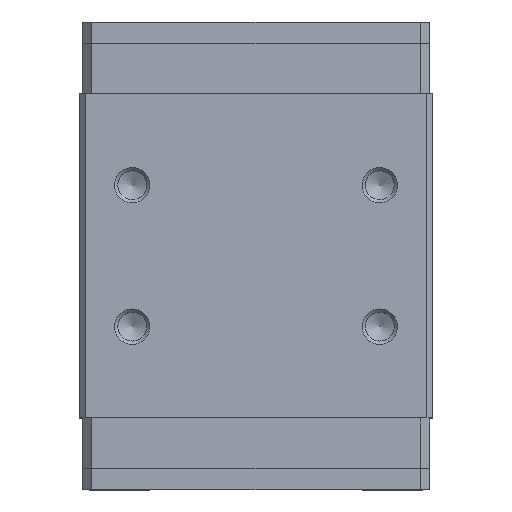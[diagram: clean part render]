
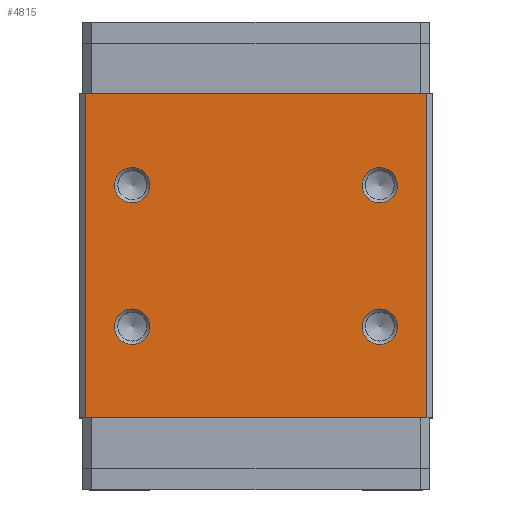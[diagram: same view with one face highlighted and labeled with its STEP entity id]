
A CAD part, top view. The second image highlights one B-rep face of the part: STEP entity #4815.
In plain terms, the highlighted planar face has unit normal (0, 0, 1).
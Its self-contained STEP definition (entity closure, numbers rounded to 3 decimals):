
#35=FACE_BOUND('',#566,.T.);
#36=FACE_BOUND('',#567,.T.);
#37=FACE_BOUND('',#568,.T.);
#38=FACE_BOUND('',#569,.T.);
#51=PLANE('',#5099);
#300=FACE_OUTER_BOUND('',#565,.T.);
#565=EDGE_LOOP('',(#3297,#3298,#3299,#3300));
#566=EDGE_LOOP('',(#3301));
#567=EDGE_LOOP('',(#3302));
#568=EDGE_LOOP('',(#3303));
#569=EDGE_LOOP('',(#3304));
#843=CIRCLE('',#5098,1.5);
#844=CIRCLE('',#5100,1.5);
#845=CIRCLE('',#5101,1.5);
#846=CIRCLE('',#5102,1.5);
#1073=LINE('',#7097,#1571);
#1074=LINE('',#7099,#1572);
#1075=LINE('',#7101,#1573);
#1076=LINE('',#7102,#1574);
#1571=VECTOR('',#5614,29.);
#1572=VECTOR('',#5615,27.5);
#1573=VECTOR('',#5616,29.);
#1574=VECTOR('',#5617,27.5);
#2070=VERTEX_POINT('',#7091);
#2071=VERTEX_POINT('',#7095);
#2072=VERTEX_POINT('',#7096);
#2073=VERTEX_POINT('',#7098);
#2074=VERTEX_POINT('',#7100);
#2075=VERTEX_POINT('',#7103);
#2076=VERTEX_POINT('',#7105);
#2077=VERTEX_POINT('',#7107);
#2558=EDGE_CURVE('',#2070,#2070,#843,.T.);
#2559=EDGE_CURVE('',#2071,#2072,#1073,.T.);
#2560=EDGE_CURVE('',#2071,#2073,#1074,.T.);
#2561=EDGE_CURVE('',#2074,#2073,#1075,.T.);
#2562=EDGE_CURVE('',#2072,#2074,#1076,.T.);
#2563=EDGE_CURVE('',#2075,#2075,#844,.T.);
#2564=EDGE_CURVE('',#2076,#2076,#845,.T.);
#2565=EDGE_CURVE('',#2077,#2077,#846,.T.);
#3297=ORIENTED_EDGE('',*,*,#2559,.F.);
#3298=ORIENTED_EDGE('',*,*,#2560,.T.);
#3299=ORIENTED_EDGE('',*,*,#2561,.F.);
#3300=ORIENTED_EDGE('',*,*,#2562,.F.);
#3301=ORIENTED_EDGE('',*,*,#2563,.T.);
#3302=ORIENTED_EDGE('',*,*,#2564,.T.);
#3303=ORIENTED_EDGE('',*,*,#2558,.T.);
#3304=ORIENTED_EDGE('',*,*,#2565,.T.);
#4815=ADVANCED_FACE('',(#300,#35,#36,#37,#38),#51,.T.);
#5098=AXIS2_PLACEMENT_3D('',#7093,#5610,#5611);
#5099=AXIS2_PLACEMENT_3D('',#7094,#5612,#5613);
#5100=AXIS2_PLACEMENT_3D('',#7104,#5618,#5619);
#5101=AXIS2_PLACEMENT_3D('',#7106,#5620,#5621);
#5102=AXIS2_PLACEMENT_3D('',#7108,#5622,#5623);
#5610=DIRECTION('center_axis',(0.,0.,-1.));
#5611=DIRECTION('ref_axis',(0.,1.,0.));
#5612=DIRECTION('center_axis',(0.,0.,1.));
#5613=DIRECTION('ref_axis',(0.,1.,0.));
#5614=DIRECTION('',(1.,0.,0.));
#5615=DIRECTION('',(0.,-1.,0.));
#5616=DIRECTION('',(-1.,0.,0.));
#5617=DIRECTION('',(0.,-1.,0.));
#5618=DIRECTION('center_axis',(0.,0.,-1.));
#5619=DIRECTION('ref_axis',(0.,1.,0.));
#5620=DIRECTION('center_axis',(0.,0.,-1.));
#5621=DIRECTION('ref_axis',(0.,1.,0.));
#5622=DIRECTION('center_axis',(0.,0.,-1.));
#5623=DIRECTION('ref_axis',(0.,1.,0.));
#7091=CARTESIAN_POINT('',(-10.5,153.068,-117.495));
#7093=CARTESIAN_POINT('Origin',(-10.5,151.568,-117.495));
#7094=CARTESIAN_POINT('Origin',(14.5,143.818,-117.495));
#7095=CARTESIAN_POINT('',(-14.5,171.318,-117.495));
#7096=CARTESIAN_POINT('',(14.5,171.318,-117.495));
#7097=CARTESIAN_POINT('',(-14.5,171.318,-117.495));
#7098=CARTESIAN_POINT('',(-14.5,143.818,-117.495));
#7099=CARTESIAN_POINT('',(-14.5,171.318,-117.495));
#7100=CARTESIAN_POINT('',(14.5,143.818,-117.495));
#7101=CARTESIAN_POINT('',(14.5,143.818,-117.495));
#7102=CARTESIAN_POINT('',(14.5,171.318,-117.495));
#7103=CARTESIAN_POINT('',(-10.5,165.068,-117.495));
#7104=CARTESIAN_POINT('Origin',(-10.5,163.568,-117.495));
#7105=CARTESIAN_POINT('',(10.5,165.068,-117.495));
#7106=CARTESIAN_POINT('Origin',(10.5,163.568,-117.495));
#7107=CARTESIAN_POINT('',(10.5,153.068,-117.495));
#7108=CARTESIAN_POINT('Origin',(10.5,151.568,-117.495));
